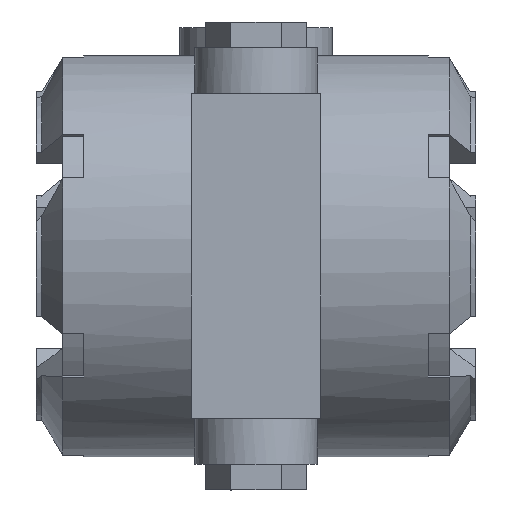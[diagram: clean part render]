
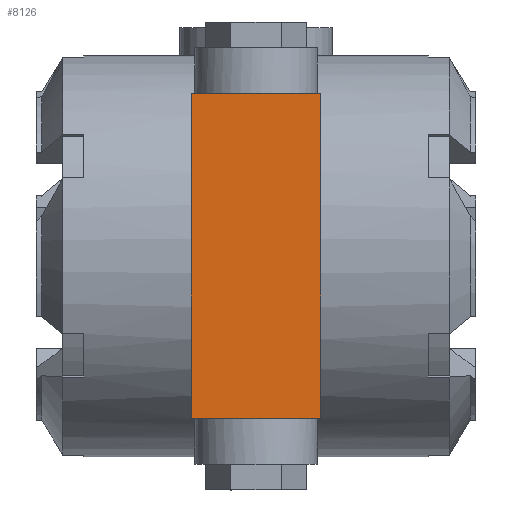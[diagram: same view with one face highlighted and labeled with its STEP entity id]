
A CAD part, top view. The second image highlights one B-rep face of the part: STEP entity #8126.
In plain terms, the highlighted planar face has unit normal (0, 0, 1).
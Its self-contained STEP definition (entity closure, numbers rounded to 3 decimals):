
#1291=LINE('',#37522,#3880);
#1295=LINE('',#37571,#3884);
#1298=LINE('',#37577,#3887);
#1299=LINE('',#37580,#3888);
#3880=VECTOR('',#30447,1.);
#3884=VECTOR('',#30477,1.);
#3887=VECTOR('',#30482,1.);
#3888=VECTOR('',#30487,1.);
#6623=FACE_OUTER_BOUND('',#10714,.T.);
#8126=ADVANCED_FACE('',(#6623),#9565,.T.);
#9565=PLANE('',#28614);
#10714=EDGE_LOOP('',(#13239,#13240,#13241,#13242));
#13239=ORIENTED_EDGE('',*,*,#23608,.T.);
#13240=ORIENTED_EDGE('',*,*,#23590,.T.);
#13241=ORIENTED_EDGE('',*,*,#23603,.F.);
#13242=ORIENTED_EDGE('',*,*,#23606,.F.);
#20850=VERTEX_POINT('',#37520);
#20852=VERTEX_POINT('',#37523);
#20863=VERTEX_POINT('',#37570);
#20865=VERTEX_POINT('',#37576);
#23590=EDGE_CURVE('',#20852,#20850,#1291,.T.);
#23603=EDGE_CURVE('',#20863,#20850,#1295,.T.);
#23606=EDGE_CURVE('',#20865,#20863,#1298,.T.);
#23608=EDGE_CURVE('',#20865,#20852,#1299,.T.);
#28614=AXIS2_PLACEMENT_3D('',#37581,#30488,#30489);
#30447=DIRECTION('',(0.,-1.,0.));
#30477=DIRECTION('',(-1.,0.,0.));
#30482=DIRECTION('',(0.,-1.,0.));
#30487=DIRECTION('',(-1.,0.,0.));
#30488=DIRECTION('',(0.,0.,1.));
#30489=DIRECTION('',(0.707,0.707,0.));
#37520=CARTESIAN_POINT('',(8.5,-6.1,77.5));
#37522=CARTESIAN_POINT('',(8.5,78.9,77.5));
#37523=CARTESIAN_POINT('',(8.5,78.9,77.5));
#37570=CARTESIAN_POINT('',(42.5,-6.1,77.5));
#37571=CARTESIAN_POINT('',(42.5,-6.1,77.5));
#37576=CARTESIAN_POINT('',(42.5,78.9,77.5));
#37577=CARTESIAN_POINT('',(42.5,78.9,77.5));
#37580=CARTESIAN_POINT('',(42.5,78.9,77.5));
#37581=CARTESIAN_POINT('',(25.5,36.4,77.5));
